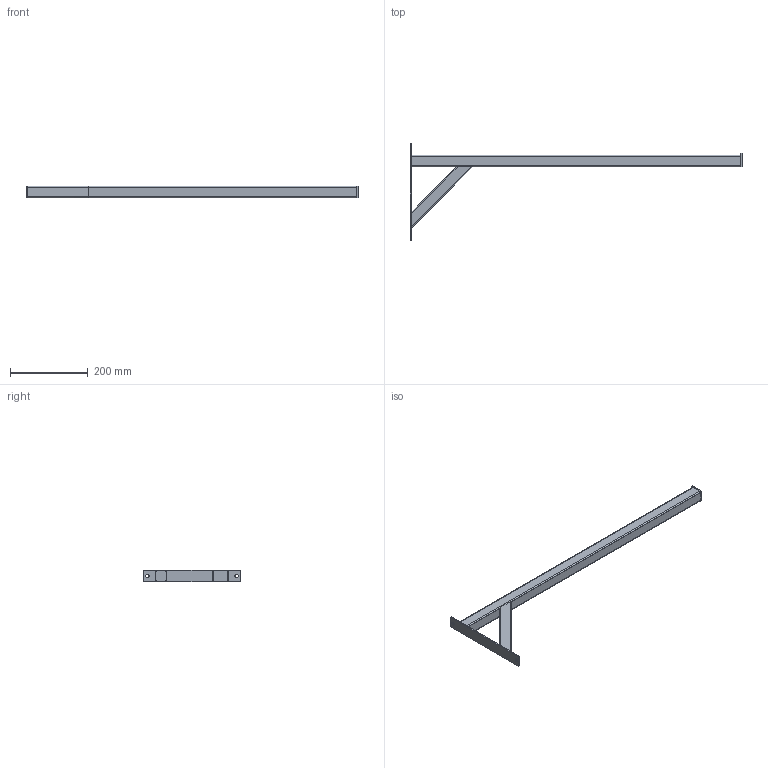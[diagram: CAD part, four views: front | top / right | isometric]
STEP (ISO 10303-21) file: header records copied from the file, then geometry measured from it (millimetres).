
FILE_DESCRIPTION (( 'STEP AP214' ), '1' );
FILE_NAME ('bigbagholder.STEP', '2017-09-19T09:06:39', ( '' ), ( '' ), 'SwSTEP 2.0', 'SolidWorks 2016', '' );
FILE_SCHEMA (( 'AUTOMOTIVE_DESIGN' ));
Length unit declared in the file: millimetre
Products named in the file (5): tube 30x30x2mm 850; tube 30x30x2mm 225; strip 30x3mm 250; bigbagholder; strip 30x3mm 35
Assembly tree (4 placements, depth 2):
  bigbagholder
    strip 30x3mm 250
    strip 30x3mm 35
    tube 30x30x2mm 225
    tube 30x30x2mm 850
Bounding box: 856 x 250 x 30 mm (x, y, z)
Volume: 252213.2 mm3; surface area: 247055.4 mm2
Topology: 4 solids, 4 shells, 52 faces, 132 edges, 88 vertices
Faces by surface type: plane 32, cylinder 20
Entity records: 1774 total; most frequent: CARTESIAN_POINT 327, ORIENTED_EDGE 264, DIRECTION 258, EDGE_CURVE 132, LINE 92, VECTOR 92, VERTEX_POINT 88, AXIS2_PLACEMENT_3D 83
